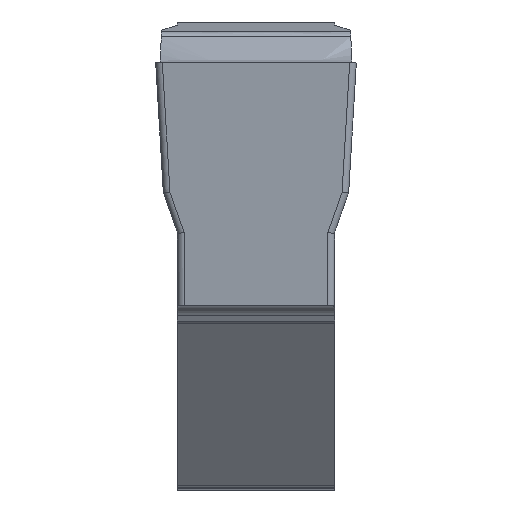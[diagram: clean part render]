
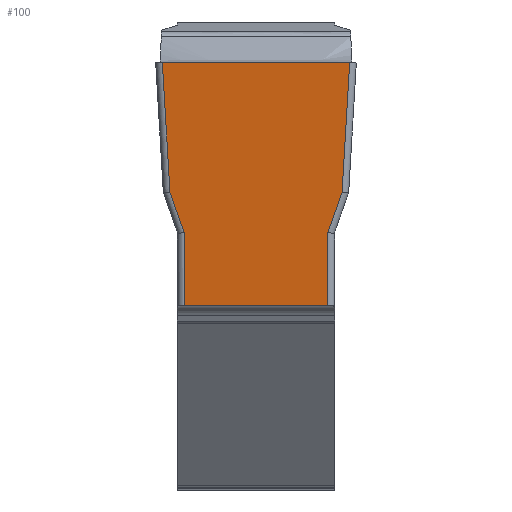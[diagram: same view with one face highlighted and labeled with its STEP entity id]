
A CAD part, front view. The second image highlights one B-rep face of the part: STEP entity #100.
In plain terms, the highlighted planar face has unit normal (0, -0.993, -0.122).
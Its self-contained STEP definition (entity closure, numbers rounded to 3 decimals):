
#100=ADVANCED_FACE('',(#179),#150,.F.);
#150=PLANE('',#1135);
#179=FACE_OUTER_BOUND('',#233,.T.);
#233=EDGE_LOOP('',(#542,#543,#544,#545,#546,#547,#548,#549,#550,#551,#552));
#327=LINE('',#1676,#419);
#328=LINE('',#1679,#420);
#329=LINE('',#1681,#421);
#330=LINE('',#1683,#422);
#331=LINE('',#1685,#423);
#332=LINE('',#1687,#424);
#333=LINE('',#1689,#425);
#334=LINE('',#1691,#426);
#335=LINE('',#1693,#427);
#336=LINE('',#1695,#428);
#419=VECTOR('',#1287,1.);
#420=VECTOR('',#1288,1.);
#421=VECTOR('',#1289,1.);
#422=VECTOR('',#1290,1.);
#423=VECTOR('',#1291,1.);
#424=VECTOR('',#1292,1.);
#425=VECTOR('',#1293,1.);
#426=VECTOR('',#1294,1.);
#427=VECTOR('',#1295,1.);
#428=VECTOR('',#1296,1.);
#542=ORIENTED_EDGE('',*,*,#947,.T.);
#543=ORIENTED_EDGE('',*,*,#948,.T.);
#544=ORIENTED_EDGE('',*,*,#949,.F.);
#545=ORIENTED_EDGE('',*,*,#949,.T.);
#546=ORIENTED_EDGE('',*,*,#950,.T.);
#547=ORIENTED_EDGE('',*,*,#951,.T.);
#548=ORIENTED_EDGE('',*,*,#952,.T.);
#549=ORIENTED_EDGE('',*,*,#953,.T.);
#550=ORIENTED_EDGE('',*,*,#954,.T.);
#551=ORIENTED_EDGE('',*,*,#955,.T.);
#552=ORIENTED_EDGE('',*,*,#956,.T.);
#835=VERTEX_POINT('',#1677);
#836=VERTEX_POINT('',#1678);
#837=VERTEX_POINT('',#1680);
#838=VERTEX_POINT('',#1682);
#839=VERTEX_POINT('',#1684);
#840=VERTEX_POINT('',#1686);
#841=VERTEX_POINT('',#1688);
#842=VERTEX_POINT('',#1690);
#843=VERTEX_POINT('',#1692);
#844=VERTEX_POINT('',#1694);
#947=EDGE_CURVE('',#835,#836,#327,.T.);
#948=EDGE_CURVE('',#836,#837,#328,.T.);
#949=EDGE_CURVE('',#838,#837,#329,.T.);
#950=EDGE_CURVE('',#837,#839,#330,.T.);
#951=EDGE_CURVE('',#839,#840,#331,.T.);
#952=EDGE_CURVE('',#840,#841,#332,.T.);
#953=EDGE_CURVE('',#841,#842,#333,.T.);
#954=EDGE_CURVE('',#842,#843,#334,.T.);
#955=EDGE_CURVE('',#843,#844,#335,.T.);
#956=EDGE_CURVE('',#844,#835,#336,.T.);
#1135=AXIS2_PLACEMENT_3D('',#1696,#1297,#1298);
#1287=DIRECTION('',(-1.,0.,0.));
#1288=DIRECTION('',(0.058,0.122,-0.991));
#1289=DIRECTION('',(-1.,0.,0.));
#1290=DIRECTION('',(0.058,0.122,-0.991));
#1291=DIRECTION('',(0.329,0.115,-0.937));
#1292=DIRECTION('',(0.,0.122,-0.993));
#1293=DIRECTION('',(1.,0.,0.));
#1294=DIRECTION('',(0.,-0.122,0.993));
#1295=DIRECTION('',(0.329,-0.115,0.937));
#1296=DIRECTION('',(0.058,-0.122,0.991));
#1297=DIRECTION('',(0.,0.993,0.122));
#1298=DIRECTION('',(1.,0.,0.));
#1676=CARTESIAN_POINT('',(9.506,-5.,0.));
#1677=CARTESIAN_POINT('',(1.401,-5.,0.));
#1678=CARTESIAN_POINT('',(-1.401,-5.,0.));
#1679=CARTESIAN_POINT('',(-1.397,-4.99,-0.081));
#1680=CARTESIAN_POINT('',(-1.343,-4.877,-1.));
#1681=CARTESIAN_POINT('',(0.,-4.877,-1.));
#1682=CARTESIAN_POINT('',(1.342,-4.877,-1.));
#1683=CARTESIAN_POINT('',(-1.397,-4.99,-0.081));
#1684=CARTESIAN_POINT('',(-1.287,-4.761,-1.947));
#1685=CARTESIAN_POINT('',(-1.757,-4.925,-0.608));
#1686=CARTESIAN_POINT('',(-1.075,-4.687,-2.55));
#1687=CARTESIAN_POINT('',(-1.075,-5.,0.));
#1688=CARTESIAN_POINT('',(-1.075,-4.553,-3.644));
#1689=CARTESIAN_POINT('',(0.,-4.553,-3.644));
#1690=CARTESIAN_POINT('',(1.075,-4.553,-3.644));
#1691=CARTESIAN_POINT('',(1.075,-5.,0.));
#1692=CARTESIAN_POINT('',(1.075,-4.687,-2.55));
#1693=CARTESIAN_POINT('',(1.757,-4.925,-0.608));
#1694=CARTESIAN_POINT('',(1.287,-4.761,-1.947));
#1695=CARTESIAN_POINT('',(1.397,-4.99,-0.081));
#1696=CARTESIAN_POINT('',(0.,-5.,0.));
